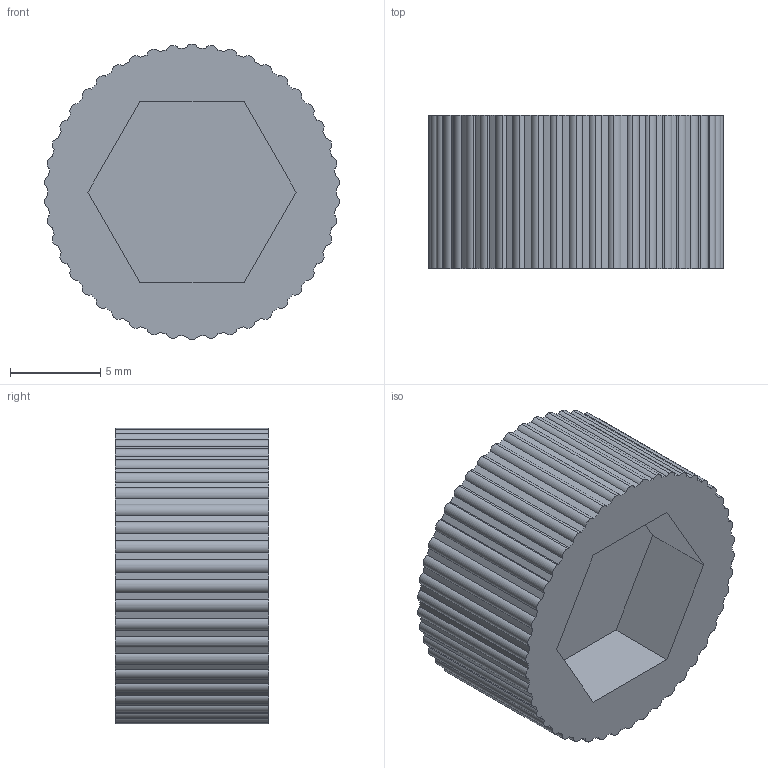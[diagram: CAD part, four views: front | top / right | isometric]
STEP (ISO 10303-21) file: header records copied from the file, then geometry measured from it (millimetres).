
FILE_DESCRIPTION (( 'STEP AP214' ), '1' );
FILE_NAME ('thumb_screw.STEP', '2023-06-08T19:27:50', ( '' ), ( '' ), 'SwSTEP 2.0', 'SolidWorks 2023', '' );
FILE_SCHEMA (( 'AUTOMOTIVE_DESIGN' ));
Length unit declared in the file: millimetre
Products named in the file (1): thumb_screw
Bounding box: 16.36 x 8.5 x 16.4 mm (x, y, z)
Volume: 1401.7 mm3; surface area: 1037.2 mm2
Topology: 1 solids, 1 shells, 116 faces, 339 edges, 226 vertices
Faces by surface type: cylinder 107, plane 9
Entity records: 4000 total; most frequent: DIRECTION 787, CARTESIAN_POINT 682, ORIENTED_EDGE 678, EDGE_CURVE 339, AXIS2_PLACEMENT_3D 331, VERTEX_POINT 226, CIRCLE 214, VECTOR 125
